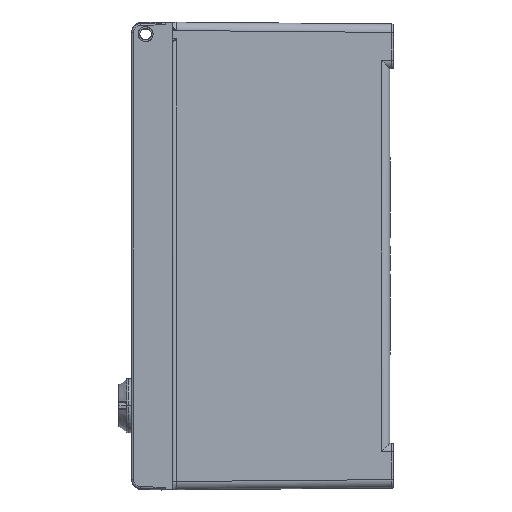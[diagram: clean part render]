
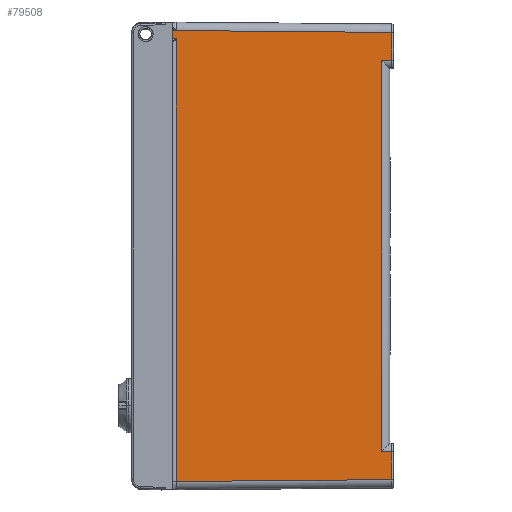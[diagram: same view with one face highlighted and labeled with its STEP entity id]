
A CAD part, left-side view. The second image highlights one B-rep face of the part: STEP entity #79508.
In plain terms, the highlighted planar face has unit normal (-1, -0.018, 0).
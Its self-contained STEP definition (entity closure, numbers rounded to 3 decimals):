
#2444=CARTESIAN_POINT('',(-136.587,-1.017,
104.509));
#2481=CARTESIAN_POINT('',(-136.682,4.421,104.414));
#2493=DIRECTION('',(0.,0.,1.));
#2494=VECTOR('',#2493,208.828);
#2495=CARTESIAN_POINT('',(-136.682,4.421,
-104.414));
#2496=LINE('',#2495,#2494);
#2507=CARTESIAN_POINT('',(-136.587,-1.017,
-104.509));
#2512=CARTESIAN_POINT('',(-136.682,4.421,
-104.414));
#28921=CARTESIAN_POINT('',(-138.596,114.037,
120.448));
#28940=CARTESIAN_POINT('',(-136.587,-1.017,
119.444));
#28960=DIRECTION('',(0.,0.,1.));
#28961=VECTOR('',#28960,14.936);
#28962=CARTESIAN_POINT('',(-136.587,-1.017,
104.509));
#28963=LINE('',#28962,#28961);
#28975=DIRECTION('',(0.,0.001,1.));
#28976=VECTOR('',#28975,4.147);
#28977=CARTESIAN_POINT('',(-138.761,123.505,
116.136));
#28978=LINE('',#28977,#28976);
#28982=DIRECTION('',(0.017,-1.,0.017));
#28983=VECTOR('',#28982,9.475);
#28984=CARTESIAN_POINT('',(-138.761,123.508,
120.283));
#28985=LINE('',#28984,#28983);
#28989=DIRECTION('',(0.017,-1.,-0.009));
#28990=VECTOR('',#28989,115.076);
#28991=CARTESIAN_POINT('',(-138.596,114.037,
120.448));
#28992=LINE('',#28991,#28990);
#28996=DIRECTION('',(-0.017,1.,-0.017));
#28997=VECTOR('',#28996,5.441);
#28998=CARTESIAN_POINT('',(-136.587,-1.017,
104.509));
#28999=LINE('',#28998,#28997);
#29003=DIRECTION('',(0.017,-1.,-0.017));
#29004=VECTOR('',#29003,5.441);
#29005=CARTESIAN_POINT('',(-136.682,4.421,
-104.414));
#29006=LINE('',#29005,#29004);
#29010=DIRECTION('',(-0.017,1.,-0.009));
#29011=VECTOR('',#29010,115.074);
#29012=CARTESIAN_POINT('',(-136.587,-1.017,
-119.444));
#29013=LINE('',#29012,#29011);
#29017=DIRECTION('',(-0.017,1.,0.017));
#29018=VECTOR('',#29017,9.473);
#29019=CARTESIAN_POINT('',(-138.596,114.035,
115.971));
#29020=LINE('',#29019,#29018);
#29051=DIRECTION('',(0.,0.,1.));
#29052=VECTOR('',#29051,14.936);
#29053=CARTESIAN_POINT('',(-136.587,-1.017,
-119.444));
#29054=LINE('',#29053,#29052);
#29066=CARTESIAN_POINT('',(-136.587,-1.017,
-119.444));
#29151=DIRECTION('',(0.,0.,-1.));
#29152=VECTOR('',#29151,236.419);
#29153=CARTESIAN_POINT('',(-138.596,114.035,
115.971));
#29154=LINE('',#29153,#29152);
#34597=VERTEX_POINT('',#2444);
#34604=VERTEX_POINT('',#2481);
#34605=VERTEX_POINT('',#2512);
#34607=VERTEX_POINT('',#2507);
#34663=VERTEX_POINT('',#29066);
#37638=CARTESIAN_POINT('',(-138.761,123.507,
116.136));
#37639=VERTEX_POINT('',#37638);
#37641=CARTESIAN_POINT('',(-138.761,123.509,
120.283));
#37642=VERTEX_POINT('',#37641);
#37650=VERTEX_POINT('',#28921);
#37651=VERTEX_POINT('',#28940);
#37652=CARTESIAN_POINT('',(-138.596,114.035,
-120.448));
#37653=VERTEX_POINT('',#37652);
#37654=CARTESIAN_POINT('',(-138.596,114.035,
115.971));
#37655=VERTEX_POINT('',#37654);
#79485=CARTESIAN_POINT('',(-138.63,116.,-129.97));
#79486=DIRECTION('',(-1.,-0.017,0.));
#79487=DIRECTION('',(0.,0.,-1.));
#79488=AXIS2_PLACEMENT_3D('',#79485,#79486,#79487);
#79489=PLANE('',#79488);
#79490=ORIENTED_EDGE('',*,*,#79082,.T.);
#79492=ORIENTED_EDGE('',*,*,#79491,.T.);
#79493=ORIENTED_EDGE('',*,*,#79433,.T.);
#79494=ORIENTED_EDGE('',*,*,#79472,.F.);
#79495=ORIENTED_EDGE('',*,*,#39444,.T.);
#79496=ORIENTED_EDGE('',*,*,#39464,.F.);
#79497=ORIENTED_EDGE('',*,*,#39484,.T.);
#79499=ORIENTED_EDGE('',*,*,#79498,.F.);
#79501=ORIENTED_EDGE('',*,*,#79500,.T.);
#79503=ORIENTED_EDGE('',*,*,#79502,.F.);
#79505=ORIENTED_EDGE('',*,*,#79504,.T.);
#79506=EDGE_LOOP('',(#79490,#79492,#79493,#79494,#79495,#79496,#79497,#79499,
#79501,#79503,#79505));
#79507=FACE_OUTER_BOUND('',#79506,.F.);
#39444=EDGE_CURVE('',#34597,#34604,#28999,.T.);
#39464=EDGE_CURVE('',#34605,#34604,#2496,.T.);
#39484=EDGE_CURVE('',#34605,#34607,#29006,.T.);
#79082=EDGE_CURVE('',#37639,#37642,#28978,.T.);
#79433=EDGE_CURVE('',#37650,#37651,#28992,.T.);
#79472=EDGE_CURVE('',#34597,#37651,#28963,.T.);
#79491=EDGE_CURVE('',#37642,#37650,#28985,.T.);
#79498=EDGE_CURVE('',#34663,#34607,#29054,.T.);
#79500=EDGE_CURVE('',#34663,#37653,#29013,.T.);
#79502=EDGE_CURVE('',#37655,#37653,#29154,.T.);
#79504=EDGE_CURVE('',#37655,#37639,#29020,.T.);
#79508=ADVANCED_FACE('',(#79507),#79489,.T.);
